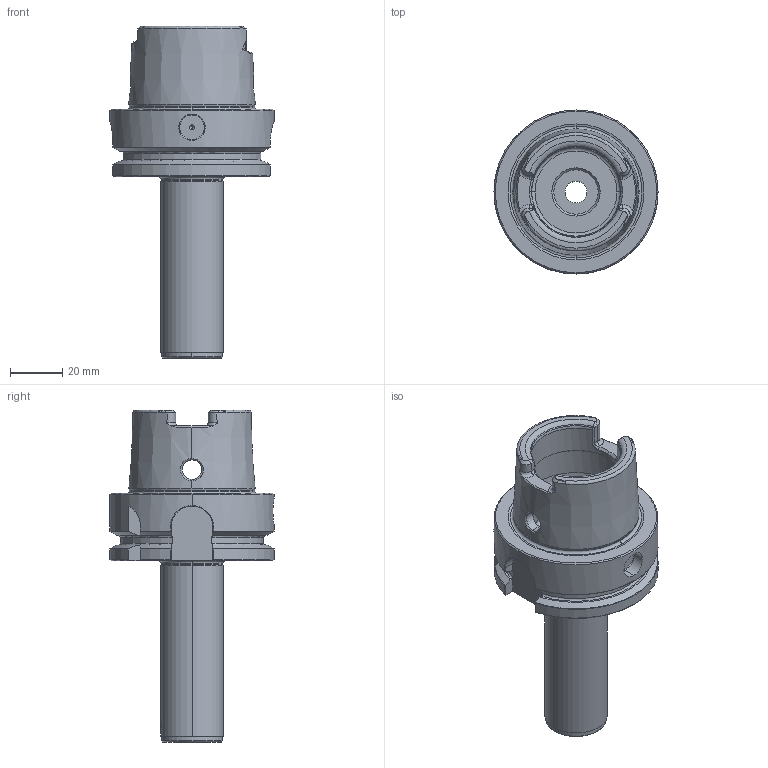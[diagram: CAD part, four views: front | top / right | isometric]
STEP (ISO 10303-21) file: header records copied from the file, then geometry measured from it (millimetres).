
FILE_DESCRIPTION(('no description'),'unknown implementation level');
FILE_NAME('2AB94939-9454-4FA7-917B-0A7A0B4D5FC2_export.stp',' ',('CIMSOURCE GmbH'),('CADClick - KiM GmbH - www.kimweb.de'),'unknown preprocess','ACIS','unknown authorization');
FILE_SCHEMA(('automotive_design'));
Length unit declared in the file: millimetre
Products named in the file (2): 324.322F Kaiser HSK-A63xCK2x100|690.432 Kaiser ETL M5 X 6,5 CK2;Schnitt-Linear austragen2; 324.322F Kaiser HSK-A63xCK2x100|324.322F Kaiser HSK-A63xCK2x100;Schnitt-Rotation3
Bounding box: 62.94 x 62.94 x 127.4 mm (x, y, z)
Volume: 106567.5 mm3; surface area: 29534.8 mm2
Topology: 2 solids, 2 shells, 278 faces, 715 edges, 438 vertices
Faces by surface type: cone 86, plane 82, cylinder 59, torus 32, bspline 19
Entity records: 19982 total; most frequent: CARTESIAN_POINT 5563, STYLED_ITEM 1429, PRESENTATION_STYLE_ASSIGNMENT 1429, COLOUR_RGB 1429, ORIENTED_EDGE 1422, DIRECTION 1272, EDGE_CURVE 711, CURVE_STYLE 711
